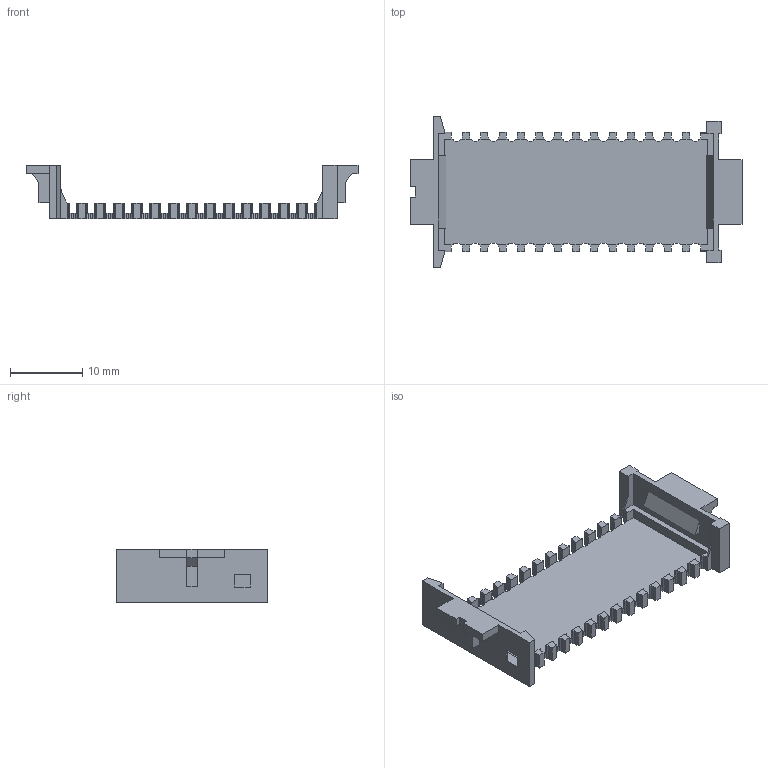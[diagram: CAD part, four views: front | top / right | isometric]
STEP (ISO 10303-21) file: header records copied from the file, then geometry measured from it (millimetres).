
FILE_DESCRIPTION(('FreeCAD Model'),'2;1');
FILE_NAME('pcb2molex8878_bump.step','2020-02-29T13:19:40',('FreeCAD'),( 'FreeCAD'),'Open CASCADE STEP processor 7.3','FreeCAD','Unknown');
FILE_SCHEMA(('AUTOMOTIVE_DESIGN { 1 0 10303 214 1 1 1 1 }'));
Length unit declared in the file: millimetre
Products named in the file (1): Open CASCADE STEP translator 7.3 1
Bounding box: 46 x 21 x 7.48 mm (x, y, z)
Volume: 942 mm3; surface area: 2372.7 mm2
Topology: 1 solids, 1 shells, 469 faces, 1388 edges, 922 vertices
Faces by surface type: plane 469
Entity records: 32249 total; most frequent: CARTESIAN_POINT 6687, DIRECTION 3973, LINE 3033, VECTOR 3033, ORIENTED_EDGE 2776, PCURVE 2776, DEFINITIONAL_REPRESENTATION 2776, EDGE_CURVE 1388
